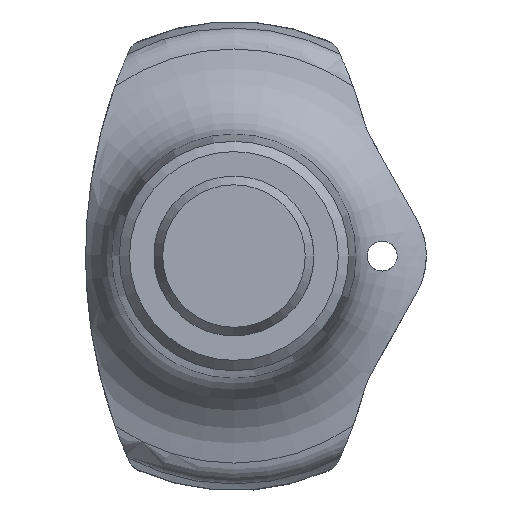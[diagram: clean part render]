
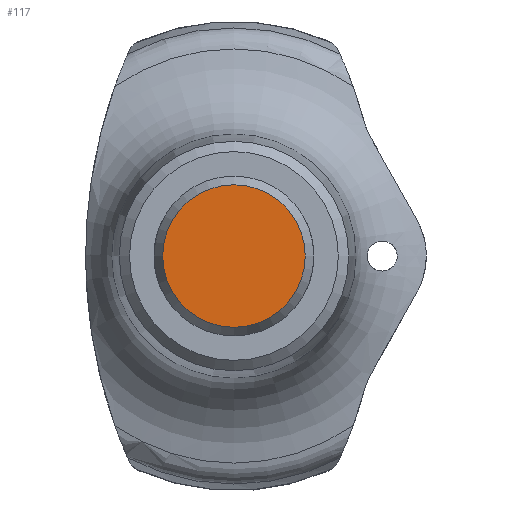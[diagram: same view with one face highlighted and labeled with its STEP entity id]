
A CAD part, front view. The second image highlights one B-rep face of the part: STEP entity #117.
In plain terms, the highlighted planar face has unit normal (0, -1, 0).
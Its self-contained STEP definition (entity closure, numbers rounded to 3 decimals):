
#117 = ADVANCED_FACE( '', ( #252 ), #253, .T. );
#252 = FACE_OUTER_BOUND( '', #426, .T. );
#253 = PLANE( '', #427 );
#426 = EDGE_LOOP( '', ( #710 ) );
#427 = AXIS2_PLACEMENT_3D( '', #711, #712, #713 );
#710 = ORIENTED_EDGE( '', *, *, #816, .T. );
#711 = CARTESIAN_POINT( '', ( 3., -53., 0. ) );
#712 = DIRECTION( '', ( 0., -1., 0. ) );
#713 = DIRECTION( '', ( 1., 0., 0. ) );
#816 = EDGE_CURVE( '', #969, #969, #970, .T. );
#969 = VERTEX_POINT( '', #1433 );
#970 = CIRCLE( '', #1434, 7.134 );
#1433 = CARTESIAN_POINT( '', ( 7.134, -53., 0. ) );
#1434 = AXIS2_PLACEMENT_3D( '', #1822, #1823, #1824 );
#1822 = CARTESIAN_POINT( '', ( 0., -53., 0. ) );
#1823 = DIRECTION( '', ( 0., -1., 0. ) );
#1824 = DIRECTION( '', ( 1., 0., 0. ) );
